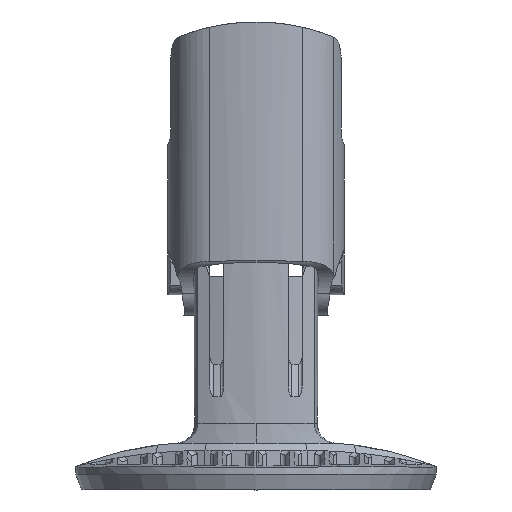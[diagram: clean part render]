
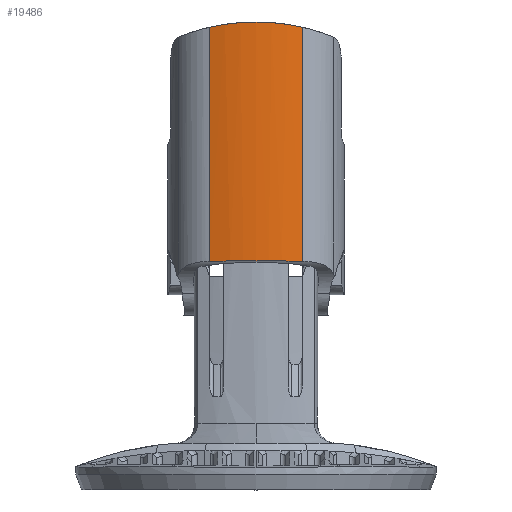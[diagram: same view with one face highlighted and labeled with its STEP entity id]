
A CAD part, left-side view. The second image highlights one B-rep face of the part: STEP entity #19486.
In plain terms, the highlighted cylindrical face has radius 38.1 mm (diameter 76.2 mm), a partial arc.
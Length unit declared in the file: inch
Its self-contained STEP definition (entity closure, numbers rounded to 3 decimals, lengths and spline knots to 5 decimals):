
#1173=LINE('',#47937,#2170);
#1249=LINE('',#49026,#2246);
#2170=VECTOR('',#23258,0.3937);
#2246=VECTOR('',#23518,0.3937);
#3077=CYLINDRICAL_SURFACE('',#20546,1.5);
#4094=FACE_OUTER_BOUND('',#5164,.T.);
#5164=EDGE_LOOP('',(#17647,#17648,#17649,#17650,#17651,#17652));
#6756=B_SPLINE_CURVE_WITH_KNOTS('',3,(#48871,#48872,#48873,#48874,#48875,
#48876),.UNSPECIFIED.,.F.,.F.,(4,2,4),(1.08355,1.55058,
2.06744),.UNSPECIFIED.);
#6757=B_SPLINE_CURVE_WITH_KNOTS('',3,(#48877,#48878,#48879,#48880,#48881,
#48882),.UNSPECIFIED.,.F.,.F.,(4,2,4),(1.08355,1.55058,
2.06744),.UNSPECIFIED.);
#6770=B_SPLINE_CURVE_WITH_KNOTS('',3,(#49029,#49030,#49031,#49032,#49033,
#49034),.UNSPECIFIED.,.F.,.F.,(4,2,4),(5.2324,5.48598,6.24897),
 .UNSPECIFIED.);
#6771=B_SPLINE_CURVE_WITH_KNOTS('',3,(#49035,#49036,#49037,#49038,#49039,
#49040),.UNSPECIFIED.,.F.,.F.,(4,2,4),(5.2324,5.48598,6.24897),
 .UNSPECIFIED.);
#8602=VERTEX_POINT('',#47923);
#8603=VERTEX_POINT('',#47936);
#8713=VERTEX_POINT('',#48857);
#8714=VERTEX_POINT('',#48870);
#8736=VERTEX_POINT('',#49017);
#8737=VERTEX_POINT('',#49028);
#11543=EDGE_CURVE('',#8603,#8602,#1173,.T.);
#11713=EDGE_CURVE('',#8713,#8714,#6756,.T.);
#11714=EDGE_CURVE('',#8602,#8714,#6757,.T.);
#11745=EDGE_CURVE('',#8736,#8713,#1249,.T.);
#11746=EDGE_CURVE('',#8736,#8737,#6770,.T.);
#11747=EDGE_CURVE('',#8603,#8737,#6771,.T.);
#17647=ORIENTED_EDGE('',*,*,#11713,.F.);
#17648=ORIENTED_EDGE('',*,*,#11745,.F.);
#17649=ORIENTED_EDGE('',*,*,#11746,.T.);
#17650=ORIENTED_EDGE('',*,*,#11747,.F.);
#17651=ORIENTED_EDGE('',*,*,#11543,.T.);
#17652=ORIENTED_EDGE('',*,*,#11714,.T.);
#19486=ADVANCED_FACE('',(#4094),#3077,.T.);
#20546=AXIS2_PLACEMENT_3D('',#49027,#23519,#23520);
#23258=DIRECTION('',(0.,-1.,0.));
#23518=DIRECTION('',(0.,-1.,0.));
#23519=DIRECTION('center_axis',(0.,1.,0.));
#23520=DIRECTION('ref_axis',(-0.964,0.,0.267));
#47923=CARTESIAN_POINT('',(-0.56568,0.66668,-0.4));
#47936=CARTESIAN_POINT('',(-0.56568,2.67925,-0.4));
#47937=CARTESIAN_POINT('',(-0.56568,2.7549,-0.4));
#48857=CARTESIAN_POINT('',(-0.56568,0.66668,0.4));
#48870=CARTESIAN_POINT('',(-0.62,0.67075,0.));
#48871=CARTESIAN_POINT('Ctrl Pts',(-0.56568,0.66668,
0.4));
#48872=CARTESIAN_POINT('Ctrl Pts',(-0.58303,0.66929,
0.33731));
#48873=CARTESIAN_POINT('Ctrl Pts',(-0.59634,0.67009,
0.27312));
#48874=CARTESIAN_POINT('Ctrl Pts',(-0.61532,0.67085,
0.13836));
#48875=CARTESIAN_POINT('Ctrl Pts',(-0.62,0.67075,0.06783));
#48876=CARTESIAN_POINT('Ctrl Pts',(-0.62,0.67075,0.));
#48877=CARTESIAN_POINT('Ctrl Pts',(-0.56568,0.66668,
-0.4));
#48878=CARTESIAN_POINT('Ctrl Pts',(-0.58303,0.66929,
-0.33731));
#48879=CARTESIAN_POINT('Ctrl Pts',(-0.59634,0.67009,
-0.27312));
#48880=CARTESIAN_POINT('Ctrl Pts',(-0.61532,0.67085,
-0.13836));
#48881=CARTESIAN_POINT('Ctrl Pts',(-0.62,0.67075,-0.06783));
#48882=CARTESIAN_POINT('Ctrl Pts',(-0.62,0.67075,0.));
#49017=CARTESIAN_POINT('',(-0.56568,2.67925,0.4));
#49026=CARTESIAN_POINT('',(-0.56568,2.7549,0.4));
#49027=CARTESIAN_POINT('Origin',(0.88,2.7549,0.));
#49028=CARTESIAN_POINT('',(-0.62,2.725,0.));
#49029=CARTESIAN_POINT('Ctrl Pts',(-0.56568,2.67925,
0.4));
#49030=CARTESIAN_POINT('Ctrl Pts',(-0.57467,2.68678,
0.36751));
#49031=CARTESIAN_POINT('Ctrl Pts',(-0.58258,2.69343,
0.33465));
#49032=CARTESIAN_POINT('Ctrl Pts',(-0.60982,2.71635,
0.20196));
#49033=CARTESIAN_POINT('Ctrl Pts',(-0.62,2.725,0.10013));
#49034=CARTESIAN_POINT('Ctrl Pts',(-0.62,2.725,0.));
#49035=CARTESIAN_POINT('Ctrl Pts',(-0.56568,2.67925,
-0.4));
#49036=CARTESIAN_POINT('Ctrl Pts',(-0.57467,2.68678,
-0.36751));
#49037=CARTESIAN_POINT('Ctrl Pts',(-0.58258,2.69343,
-0.33465));
#49038=CARTESIAN_POINT('Ctrl Pts',(-0.60982,2.71635,
-0.20196));
#49039=CARTESIAN_POINT('Ctrl Pts',(-0.62,2.725,-0.10013));
#49040=CARTESIAN_POINT('Ctrl Pts',(-0.62,2.725,0.));
